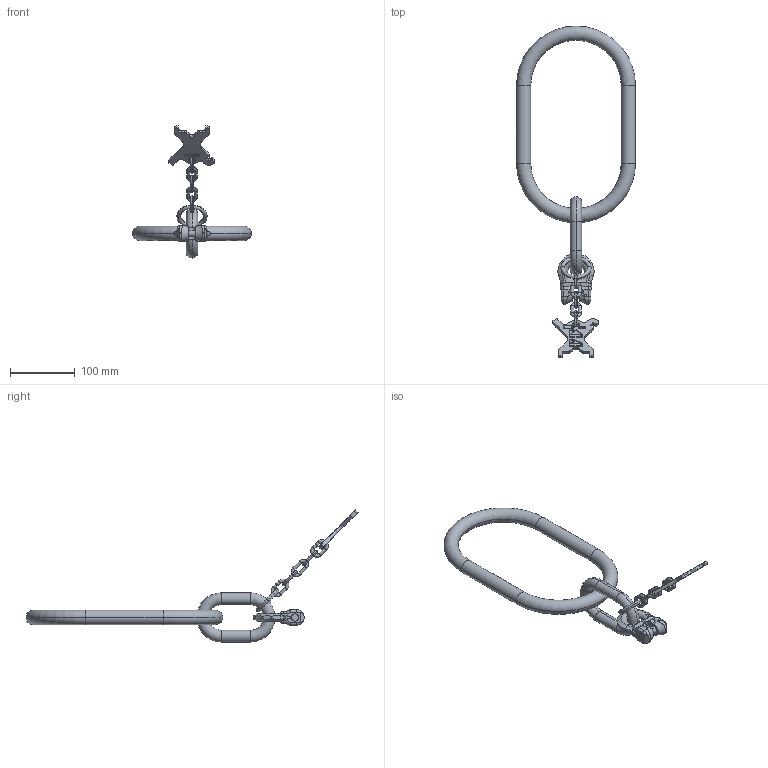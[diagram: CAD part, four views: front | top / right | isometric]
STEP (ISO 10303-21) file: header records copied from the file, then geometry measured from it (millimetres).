
FILE_DESCRIPTION((''),'2;1');
FILE_NAME('001-M34585-P-2_ASM','2014-07-03T',('Andreas.Wendler'),(''),'PRO/ENGINEER BY PARAMETRIC TECHNOLOGY CORPORATION, 2010140','PRO/ENGINEER BY PARAMETRIC TECHNOLOGY CORPORATION, 2010140','');
FILE_SCHEMA(('CONFIG_CONTROL_DESIGN'));
Length unit declared in the file: millimetre
Products named in the file (10): 001-M34585-P-2; 001-M34546-P-2; 001-M34512-P-9; 001-M31128-V01; 001-M31129-P-3; 001-M33743-001; 001-M31130-003_ASM; 001-M32730-P-1; 001-M34546-P-2_ASM; 001-M34585-P-2_ASM
Assembly tree (12 placements, depth 4):
  001-M34585-P-2_ASM
    001-M34585-P-2
    001-M34546-P-2_ASM
      001-M34546-P-2
      001-M34512-P-9
      001-M31128-V01
      001-M31129-P-3  x2
      001-M31130-003_ASM
        001-M33743-001  x3
      001-M32730-P-1
Bounding box: 184 x 513.17 x 204.17 mm (x, y, z)
Volume: 417245.6 mm3; surface area: 92563 mm2
Topology: 10 solids, 10 shells, 1021 faces, 2817 edges, 1851 vertices
Faces by surface type: plane 836, cylinder 135, torus 40, bspline 8, cone 2
Entity records: 32106 total; most frequent: CARTESIAN_POINT 6276, ORIENTED_EDGE 5526, DIRECTION 4980, EDGE_CURVE 2763, VECTOR 2424, LINE 2424, VERTEX_POINT 1823, AXIS2_PLACEMENT_3D 1278
